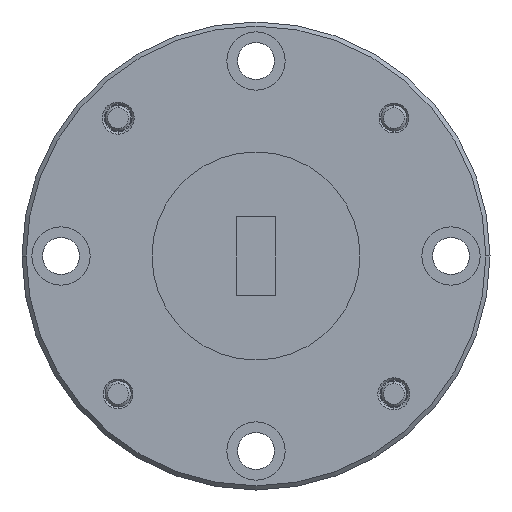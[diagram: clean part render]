
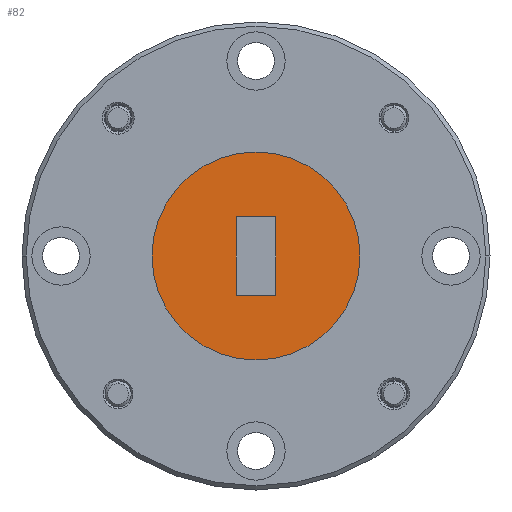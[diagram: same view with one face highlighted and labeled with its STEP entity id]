
A CAD part, left-side view. The second image highlights one B-rep face of the part: STEP entity #82.
In plain terms, the highlighted planar face has unit normal (-1, 0, 0).
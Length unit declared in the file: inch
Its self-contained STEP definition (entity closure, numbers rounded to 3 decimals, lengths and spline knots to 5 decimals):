
#18 = VERTEX_POINT ( 'NONE', #1193 ) ;
#25 = EDGE_LOOP ( 'NONE', ( #978, #2397, #3128, #184 ) ) ;
#28 = CARTESIAN_POINT ( 'NONE',  ( 0., 0.047, -0.094 ) ) ;
#33 = AXIS2_PLACEMENT_3D ( 'NONE', #781, #2142, #511 ) ;
#34 = CARTESIAN_POINT ( 'NONE',  ( 0., -0.047, -0.094 ) ) ;
#71 = EDGE_LOOP ( 'NONE', ( #2809, #2757 ) ) ;
#82 = ADVANCED_FACE ( 'NONE', ( #2001, #1285 ), #3672, .T. ) ;
#148 = DIRECTION ( 'NONE',  ( 0., 1., 0. ) ) ;
#184 = ORIENTED_EDGE ( 'NONE', *, *, #821, .T. ) ;
#206 = LINE ( 'NONE', #4240, #1161 ) ;
#418 = EDGE_CURVE ( 'NONE', #1485, #3242, #1795, .T. ) ;
#424 = VERTEX_POINT ( 'NONE', #1821 ) ;
#495 = DIRECTION ( 'NONE',  ( 0., 0., 1. ) ) ;
#511 = DIRECTION ( 'NONE',  ( 0., 1., 0. ) ) ;
#781 = CARTESIAN_POINT ( 'NONE',  ( 0., 0., 0. ) ) ;
#804 = DIRECTION ( 'NONE',  ( 0., 0., -1. ) ) ;
#821 = EDGE_CURVE ( 'NONE', #3242, #18, #2760, .T. ) ;
#833 = CARTESIAN_POINT ( 'NONE',  ( 0., 0.047, -0.094 ) ) ;
#978 = ORIENTED_EDGE ( 'NONE', *, *, #3487, .T. ) ;
#1015 = CARTESIAN_POINT ( 'NONE',  ( 0., 0., 0. ) ) ;
#1129 = VERTEX_POINT ( 'NONE', #1312 ) ;
#1144 = CARTESIAN_POINT ( 'NONE',  ( 0., 0., 0. ) ) ;
#1161 = VECTOR ( 'NONE', #3546, 39.37008 ) ;
#1166 = DIRECTION ( 'NONE',  ( 1., 0., 0. ) ) ;
#1193 = CARTESIAN_POINT ( 'NONE',  ( 0., 0.047, 0.094 ) ) ;
#1285 = FACE_OUTER_BOUND ( 'NONE', #71, .T. ) ;
#1312 = CARTESIAN_POINT ( 'NONE',  ( 0., -0.25, 0. ) ) ;
#1349 = VECTOR ( 'NONE', #148, 39.37008 ) ;
#1431 = LINE ( 'NONE', #2703, #4312 ) ;
#1485 = VERTEX_POINT ( 'NONE', #34 ) ;
#1795 = LINE ( 'NONE', #2414, #1349 ) ;
#1821 = CARTESIAN_POINT ( 'NONE',  ( 0., -0.047, 0.094 ) ) ;
#1942 = CIRCLE ( 'NONE', #33, 0.25 ) ;
#2001 = FACE_BOUND ( 'NONE', #25, .T. ) ;
#2142 = DIRECTION ( 'NONE',  ( 1., 0., 0. ) ) ;
#2148 = AXIS2_PLACEMENT_3D ( 'NONE', #1144, #1166, #3118 ) ;
#2217 = CIRCLE ( 'NONE', #2148, 0.25 ) ;
#2293 = EDGE_CURVE ( 'NONE', #1129, #2589, #1942, .T. ) ;
#2313 = DIRECTION ( 'NONE',  ( 0., -1., 0. ) ) ;
#2397 = ORIENTED_EDGE ( 'NONE', *, *, #4028, .T. ) ;
#2414 = CARTESIAN_POINT ( 'NONE',  ( 0., -0.047, -0.094 ) ) ;
#2589 = VERTEX_POINT ( 'NONE', #3073 ) ;
#2605 = EDGE_CURVE ( 'NONE', #2589, #1129, #2217, .T. ) ;
#2703 = CARTESIAN_POINT ( 'NONE',  ( 0., -0.047, -0.094 ) ) ;
#2716 = VECTOR ( 'NONE', #495, 39.37008 ) ;
#2757 = ORIENTED_EDGE ( 'NONE', *, *, #2293, .F. ) ;
#2760 = LINE ( 'NONE', #833, #2716 ) ;
#2809 = ORIENTED_EDGE ( 'NONE', *, *, #2605, .F. ) ;
#2911 = DIRECTION ( 'NONE',  ( -1., 0., 0. ) ) ;
#3073 = CARTESIAN_POINT ( 'NONE',  ( 0., 0.25, 0. ) ) ;
#3081 = AXIS2_PLACEMENT_3D ( 'NONE', #1015, #2911, #2313 ) ;
#3118 = DIRECTION ( 'NONE',  ( 0., 1., 0. ) ) ;
#3128 = ORIENTED_EDGE ( 'NONE', *, *, #418, .T. ) ;
#3242 = VERTEX_POINT ( 'NONE', #28 ) ;
#3487 = EDGE_CURVE ( 'NONE', #18, #424, #206, .T. ) ;
#3546 = DIRECTION ( 'NONE',  ( 0., -1., 0. ) ) ;
#3672 = PLANE ( 'NONE',  #3081 ) ;
#4028 = EDGE_CURVE ( 'NONE', #424, #1485, #1431, .T. ) ;
#4240 = CARTESIAN_POINT ( 'NONE',  ( 0., -0.047, 0.094 ) ) ;
#4312 = VECTOR ( 'NONE', #804, 39.37008 ) ;
